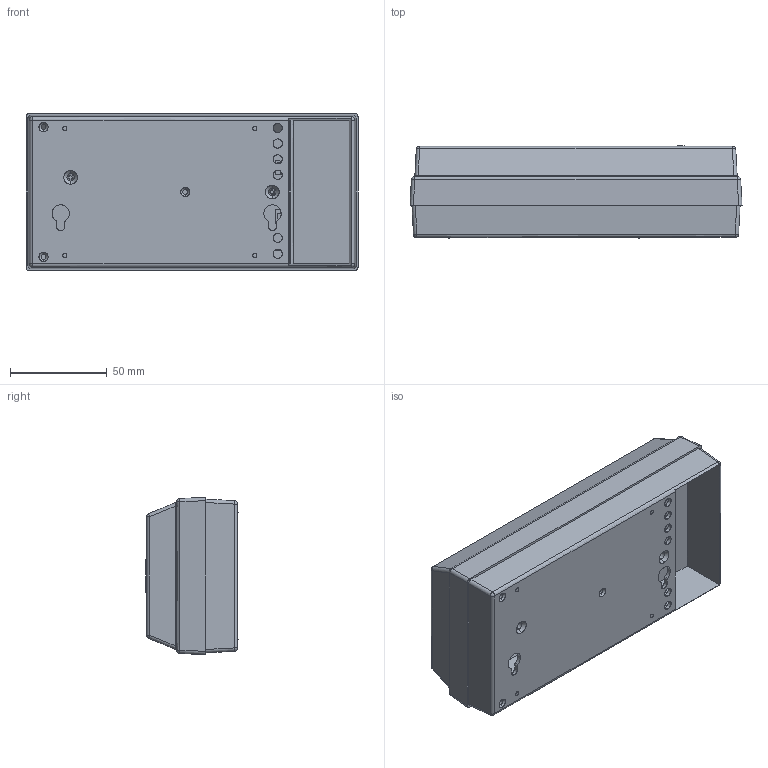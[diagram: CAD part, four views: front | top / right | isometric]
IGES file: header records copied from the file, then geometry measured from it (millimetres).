
Start section: SolidWorks IGES file using analytic representation for surfaces
Global section: file name: KM-51.IGS; native system: SolidWorks 2009; preprocessor: SolidWorks 2009; author: uki; date: 120314.203231; units: millimetre
Bounding box: 171.2 x 47.48 x 81.25 mm (x, y, z)
Surface area: 102585.6 mm2 (no closed solid volume)
Topology: 0 solids, 0 shells, 605 faces, 6330 edges, 6328 vertices
Faces by surface type: bspline 352, revolution 253
